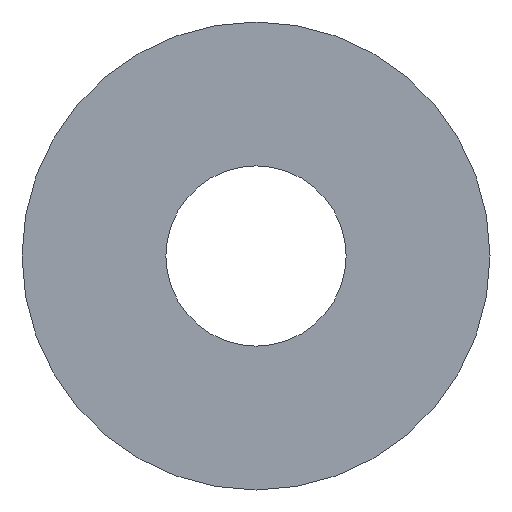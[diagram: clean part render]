
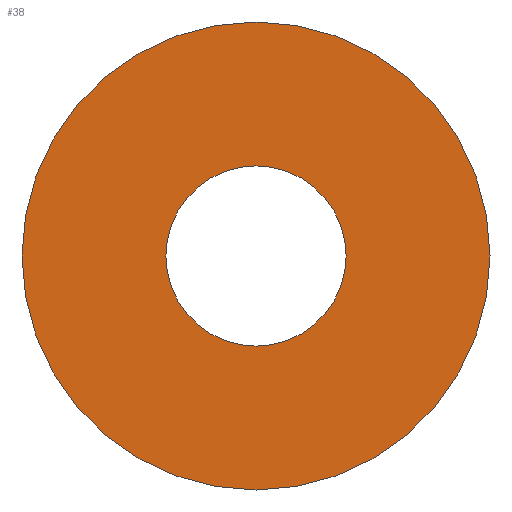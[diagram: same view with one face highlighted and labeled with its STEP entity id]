
A CAD part, left-side view. The second image highlights one B-rep face of the part: STEP entity #38.
In plain terms, the highlighted planar face has unit normal (-1, 0, 0).
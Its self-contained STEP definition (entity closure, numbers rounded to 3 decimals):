
#38 = ADVANCED_FACE( '', ( #77, #78 ), #79, .T. );
#77 = FACE_BOUND( '', #116, .T. );
#78 = FACE_OUTER_BOUND( '', #117, .T. );
#79 = PLANE( '', #118 );
#116 = EDGE_LOOP( '', ( #155 ) );
#117 = EDGE_LOOP( '', ( #156 ) );
#118 = AXIS2_PLACEMENT_3D( '', #157, #158, #159 );
#155 = ORIENTED_EDGE( '', *, *, #189, .T. );
#156 = ORIENTED_EDGE( '', *, *, #193, .F. );
#157 = CARTESIAN_POINT( '', ( -5., 0., 29. ) );
#158 = DIRECTION( '', ( -1., 0., 0. ) );
#159 = DIRECTION( '', ( 0., 0., 1. ) );
#189 = EDGE_CURVE( '', #208, #208, #209, .T. );
#193 = EDGE_CURVE( '', #214, #214, #215, .T. );
#208 = VERTEX_POINT( '', #232 );
#209 = CIRCLE( '', #233, 11.167 );
#214 = VERTEX_POINT( '', #238 );
#215 = CIRCLE( '', #239, 29. );
#232 = CARTESIAN_POINT( '', ( -5., 0., -11.167 ) );
#233 = AXIS2_PLACEMENT_3D( '', #257, #258, #259 );
#238 = CARTESIAN_POINT( '', ( -5., 0., -29. ) );
#239 = AXIS2_PLACEMENT_3D( '', #263, #264, #265 );
#257 = CARTESIAN_POINT( '', ( -5., 0., 0. ) );
#258 = DIRECTION( '', ( 1., 0., 0. ) );
#259 = DIRECTION( '', ( 0., 0., -1. ) );
#263 = CARTESIAN_POINT( '', ( -5., 0., 0. ) );
#264 = DIRECTION( '', ( 1., 0., 0. ) );
#265 = DIRECTION( '', ( 0., 0., -1. ) );
